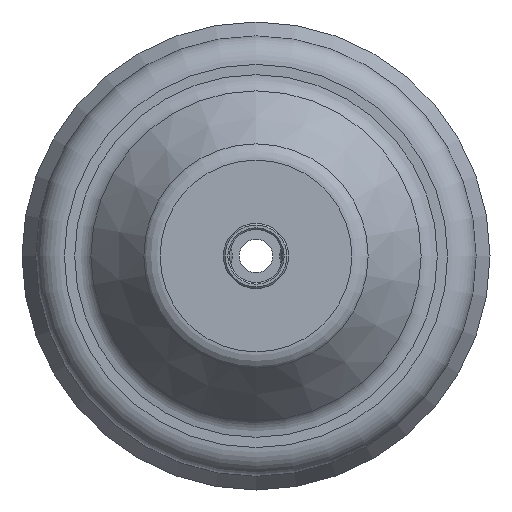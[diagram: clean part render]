
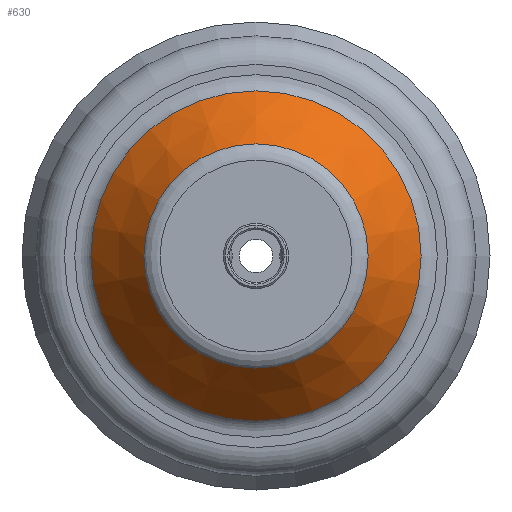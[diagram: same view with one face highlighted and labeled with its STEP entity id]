
A CAD part, left-side view. The second image highlights one B-rep face of the part: STEP entity #630.
In plain terms, the highlighted conical face has half-angle 37.304 degrees and reference radius 20.25 mm.
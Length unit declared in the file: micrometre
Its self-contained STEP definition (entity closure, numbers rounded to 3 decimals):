
#64=LINE('',#1482,#80);
#80=VECTOR('',#943,20249.606);
#137=CIRCLE('',#741,20249.606);
#138=CIRCLE('',#742,20249.606);
#139=CIRCLE('',#744,13750.394);
#140=CIRCLE('',#745,13750.394);
#158=CONICAL_SURFACE('',#743,20249.606,0.651);
#184=FACE_OUTER_BOUND('',#224,.T.);
#224=EDGE_LOOP('',(#529,#530,#531,#532,#533,#534));
#315=VERTEX_POINT('',#1475);
#316=VERTEX_POINT('',#1477);
#317=VERTEX_POINT('',#1481);
#318=VERTEX_POINT('',#1483);
#400=EDGE_CURVE('',#315,#316,#137,.T.);
#401=EDGE_CURVE('',#316,#315,#138,.T.);
#402=EDGE_CURVE('',#315,#317,#64,.T.);
#403=EDGE_CURVE('',#317,#318,#139,.T.);
#404=EDGE_CURVE('',#318,#317,#140,.T.);
#529=ORIENTED_EDGE('',*,*,#401,.F.);
#530=ORIENTED_EDGE('',*,*,#400,.F.);
#531=ORIENTED_EDGE('',*,*,#402,.T.);
#532=ORIENTED_EDGE('',*,*,#403,.T.);
#533=ORIENTED_EDGE('',*,*,#404,.T.);
#534=ORIENTED_EDGE('',*,*,#402,.F.);
#630=ADVANCED_FACE('',(#184),#158,.T.);
#741=AXIS2_PLACEMENT_3D('',#1478,#937,#938);
#742=AXIS2_PLACEMENT_3D('',#1479,#939,#940);
#743=AXIS2_PLACEMENT_3D('',#1480,#941,#942);
#744=AXIS2_PLACEMENT_3D('',#1484,#944,#945);
#745=AXIS2_PLACEMENT_3D('',#1485,#946,#947);
#937=DIRECTION('center_axis',(1.,0.,0.));
#938=DIRECTION('ref_axis',(0.,0.,-1.));
#939=DIRECTION('center_axis',(1.,0.,0.));
#940=DIRECTION('ref_axis',(0.,0.,-1.));
#941=DIRECTION('center_axis',(1.,0.,0.));
#942=DIRECTION('ref_axis',(0.,0.,-1.));
#943=DIRECTION('',(-0.795,0.,-0.606));
#944=DIRECTION('center_axis',(1.,0.,0.));
#945=DIRECTION('ref_axis',(0.,0.,-1.));
#946=DIRECTION('center_axis',(1.,0.,0.));
#947=DIRECTION('ref_axis',(0.,0.,-1.));
#1475=CARTESIAN_POINT('',(-27234.892,0.,20249.606));
#1477=CARTESIAN_POINT('',(-27234.892,0.,-20249.606));
#1478=CARTESIAN_POINT('Origin',(-27234.892,0.,0.));
#1479=CARTESIAN_POINT('Origin',(-27234.892,0.,0.));
#1480=CARTESIAN_POINT('Origin',(-27234.892,0.,0.));
#1481=CARTESIAN_POINT('',(-35765.108,0.,13750.394));
#1482=CARTESIAN_POINT('',(-27234.892,0.,20249.606));
#1483=CARTESIAN_POINT('',(-35765.108,0.,-13750.394));
#1484=CARTESIAN_POINT('Origin',(-35765.108,0.,0.));
#1485=CARTESIAN_POINT('Origin',(-35765.108,0.,0.));
